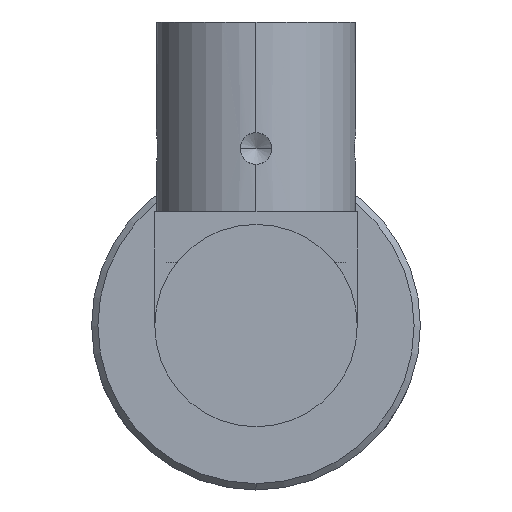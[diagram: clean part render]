
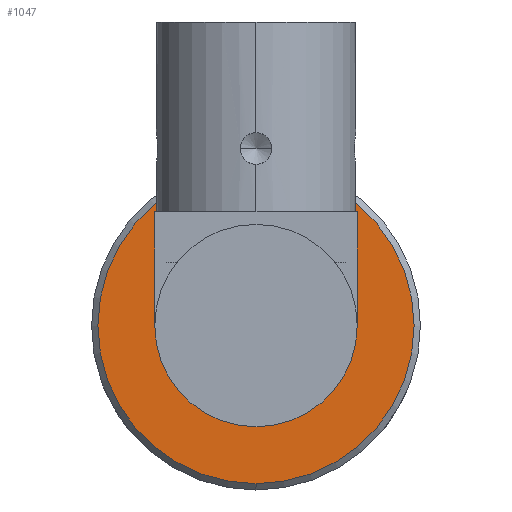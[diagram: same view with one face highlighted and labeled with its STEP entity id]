
A CAD part, left-side view. The second image highlights one B-rep face of the part: STEP entity #1047.
In plain terms, the highlighted planar face has unit normal (-1, 0, 0).
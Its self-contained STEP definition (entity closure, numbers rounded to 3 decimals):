
#47 = CIRCLE ( 'NONE', #325, 12.5 ) ;
#243 = EDGE_LOOP ( 'NONE', ( #560, #626 ) ) ;
#259 = CIRCLE ( 'NONE', #483, 8. ) ;
#325 = AXIS2_PLACEMENT_3D ( 'NONE', #484, #1502, #674 ) ;
#352 = AXIS2_PLACEMENT_3D ( 'NONE', #775, #1980, #945 ) ;
#385 = EDGE_LOOP ( 'NONE', ( #1086, #1512 ) ) ;
#435 = VERTEX_POINT ( 'NONE', #1010 ) ;
#448 = CIRCLE ( 'NONE', #352, 8. ) ;
#480 = CARTESIAN_POINT ( 'NONE',  ( -10.5, -12.65, 12.65 ) ) ;
#483 = AXIS2_PLACEMENT_3D ( 'NONE', #1288, #1152, #1819 ) ;
#484 = CARTESIAN_POINT ( 'NONE',  ( -10.5, 0., 0. ) ) ;
#560 = ORIENTED_EDGE ( 'NONE', *, *, #987, .T. ) ;
#591 = FACE_BOUND ( 'NONE', #243, .T. ) ;
#605 = VERTEX_POINT ( 'NONE', #1392 ) ;
#626 = ORIENTED_EDGE ( 'NONE', *, *, #2191, .T. ) ;
#674 = DIRECTION ( 'NONE',  ( 0., 0., -1. ) ) ;
#775 = CARTESIAN_POINT ( 'NONE',  ( -10.5, 0., 0. ) ) ;
#825 = PLANE ( 'NONE',  #1211 ) ;
#837 = DIRECTION ( 'NONE',  ( 1., 0., 0. ) ) ;
#945 = DIRECTION ( 'NONE',  ( 0., 0., 1. ) ) ;
#950 = CARTESIAN_POINT ( 'NONE',  ( -10.5, 0., 0. ) ) ;
#987 = EDGE_CURVE ( 'NONE', #1078, #1781, #259, .T. ) ;
#1010 = CARTESIAN_POINT ( 'NONE',  ( -10.5, 0., 12.5 ) ) ;
#1047 = ADVANCED_FACE ( 'NONE', ( #591, #1625 ), #825, .F. ) ;
#1078 = VERTEX_POINT ( 'NONE', #1514 ) ;
#1086 = ORIENTED_EDGE ( 'NONE', *, *, #1370, .F. ) ;
#1097 = DIRECTION ( 'NONE',  ( 1., 0., 0. ) ) ;
#1152 = DIRECTION ( 'NONE',  ( 1., 0., 0. ) ) ;
#1189 = CARTESIAN_POINT ( 'NONE',  ( -10.5, 0., -8. ) ) ;
#1211 = AXIS2_PLACEMENT_3D ( 'NONE', #480, #837, #2060 ) ;
#1242 = AXIS2_PLACEMENT_3D ( 'NONE', #950, #1097, #2142 ) ;
#1288 = CARTESIAN_POINT ( 'NONE',  ( -10.5, 0., 0. ) ) ;
#1370 = EDGE_CURVE ( 'NONE', #605, #435, #1786, .T. ) ;
#1392 = CARTESIAN_POINT ( 'NONE',  ( -10.5, 0., -12.5 ) ) ;
#1502 = DIRECTION ( 'NONE',  ( 1., 0., 0. ) ) ;
#1512 = ORIENTED_EDGE ( 'NONE', *, *, #2245, .F. ) ;
#1514 = CARTESIAN_POINT ( 'NONE',  ( -10.5, 0., 8. ) ) ;
#1625 = FACE_OUTER_BOUND ( 'NONE', #385, .T. ) ;
#1781 = VERTEX_POINT ( 'NONE', #1189 ) ;
#1786 = CIRCLE ( 'NONE', #1242, 12.5 ) ;
#1819 = DIRECTION ( 'NONE',  ( 0., 0., 1. ) ) ;
#1980 = DIRECTION ( 'NONE',  ( 1., 0., 0. ) ) ;
#2060 = DIRECTION ( 'NONE',  ( 0., 0., -1. ) ) ;
#2142 = DIRECTION ( 'NONE',  ( 0., 0., -1. ) ) ;
#2191 = EDGE_CURVE ( 'NONE', #1781, #1078, #448, .T. ) ;
#2245 = EDGE_CURVE ( 'NONE', #435, #605, #47, .T. ) ;
